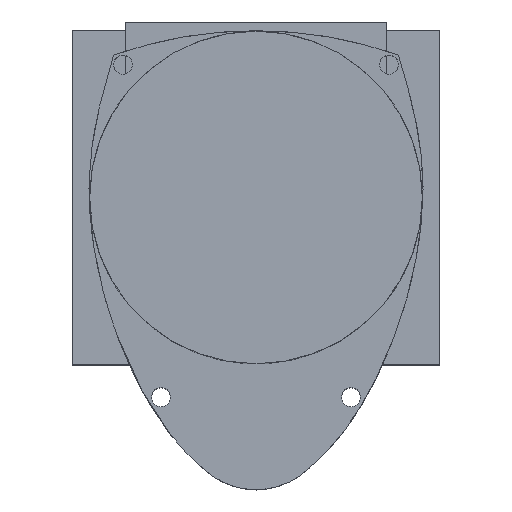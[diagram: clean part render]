
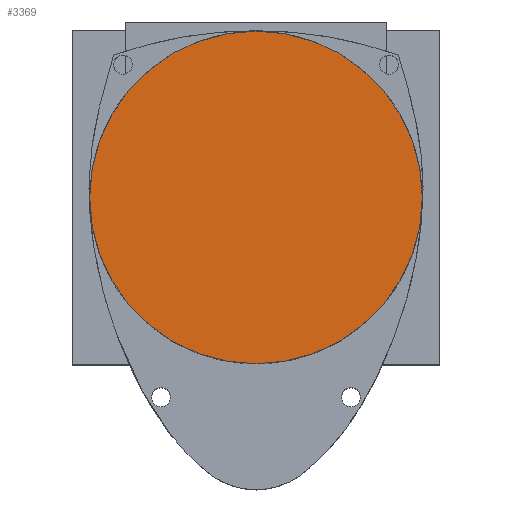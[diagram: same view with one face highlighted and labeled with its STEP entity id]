
A CAD part, top view. The second image highlights one B-rep face of the part: STEP entity #3369.
In plain terms, the highlighted planar face has unit normal (0, 0, 1).
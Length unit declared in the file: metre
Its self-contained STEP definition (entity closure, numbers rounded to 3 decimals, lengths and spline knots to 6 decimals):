
#125=CIRCLE('',#3710,0.03502);
#630=ORIENTED_EDGE('',*,*,#1457,.T.);
#1457=EDGE_CURVE('',#1896,#1896,#125,.T.);
#1896=VERTEX_POINT('',#5414);
#2720=EDGE_LOOP('',(#630));
#3021=FACE_BOUND('',#2720,.T.);
#3255=PLANE('',#3711);
#3369=ADVANCED_FACE('',(#3021),#3255,.T.);
#3710=AXIS2_PLACEMENT_3D('',#5413,#4286,#4287);
#3711=AXIS2_PLACEMENT_3D('',#5415,#4288,#4289);
#4286=DIRECTION('',(0.,0.,1.));
#4287=DIRECTION('',(1.,0.,0.));
#4288=DIRECTION('',(0.,0.,1.));
#4289=DIRECTION('',(1.,0.,0.));
#5413=CARTESIAN_POINT('',(0.,0.,0.0245));
#5414=CARTESIAN_POINT('',(0.03502,0.,0.0245));
#5415=CARTESIAN_POINT('',(0.,-0.015253,0.0245));
